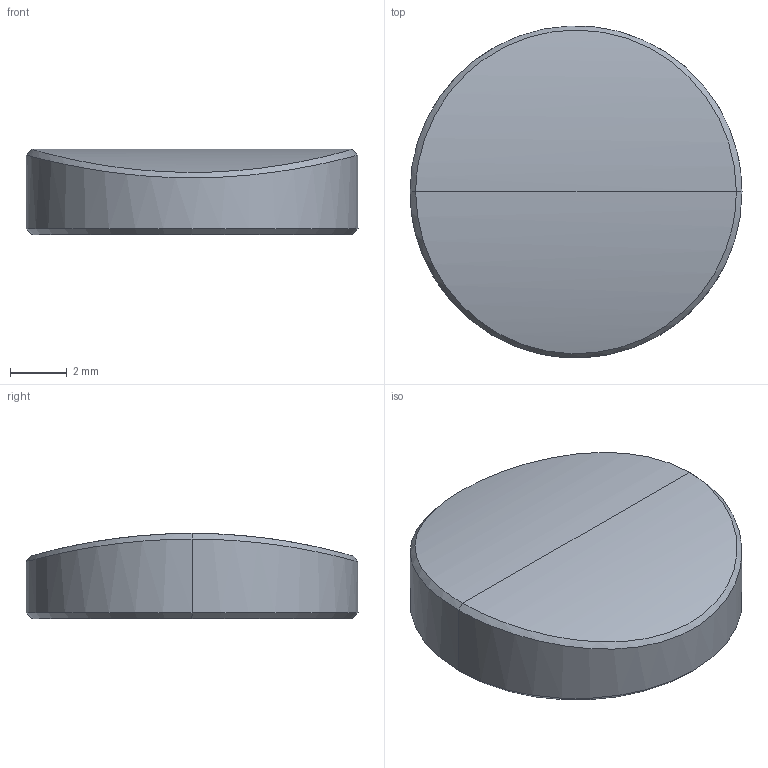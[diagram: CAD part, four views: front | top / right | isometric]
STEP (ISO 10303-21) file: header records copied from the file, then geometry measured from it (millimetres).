
FILE_DESCRIPTION (( 'STEP AP214' ), '1' );
FILE_NAME ('GL55-012-050-IR1.STEP', '2022-10-31T08:05:21', ( '' ), ( '' ), 'SwSTEP 2.0', 'SolidWorks 2022', '' );
FILE_SCHEMA (( 'AUTOMOTIVE_DESIGN' ));
Length unit declared in the file: millimetre
Products named in the file (1): GL55-012-050-IR1
Bounding box: 11.7 x 11.7 x 3 mm (x, y, z)
Volume: 298.7 mm3; surface area: 303.2 mm2
Topology: 1 solids, 1 shells, 9 faces, 17 edges, 10 vertices
Faces by surface type: cylinder 4, bspline 2, cone 2, plane 1
Entity records: 2226 total; most frequent: CARTESIAN_POINT 2028, ORIENTED_EDGE 34, DIRECTION 29, EDGE_CURVE 17, AXIS2_PLACEMENT_3D 12, VERTEX_POINT 10, EDGE_LOOP 9, ADVANCED_FACE 9
